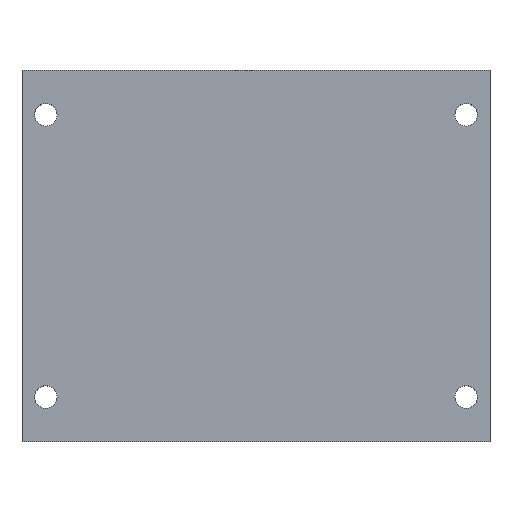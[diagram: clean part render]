
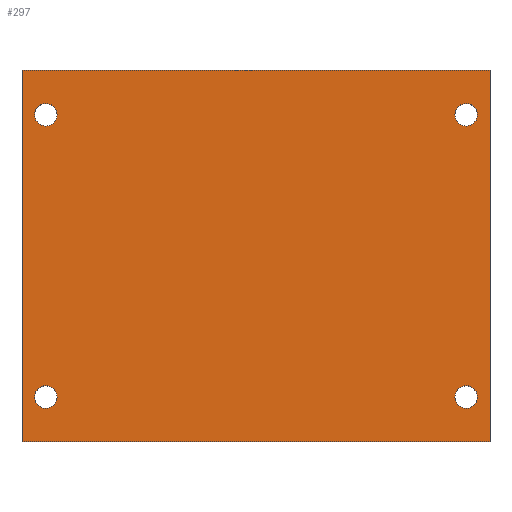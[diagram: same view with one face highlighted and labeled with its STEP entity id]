
A CAD part, top view. The second image highlights one B-rep face of the part: STEP entity #297.
In plain terms, the highlighted planar face has unit normal (0, 0, 1).
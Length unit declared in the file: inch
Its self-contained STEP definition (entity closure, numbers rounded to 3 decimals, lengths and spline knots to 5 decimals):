
#19 = VERTEX_POINT ( 'NONE', #664 ) ;
#33 = CARTESIAN_POINT ( 'NONE',  ( -1.575, 1.25, 1. ) ) ;
#34 = CARTESIAN_POINT ( 'NONE',  ( -1.415, 0.95, 1. ) ) ;
#38 = DIRECTION ( 'NONE',  ( 0., 0., -1. ) ) ;
#40 = DIRECTION ( 'NONE',  ( 1., 0., 0. ) ) ;
#43 = CARTESIAN_POINT ( 'NONE',  ( 1.415, -0.95, 1. ) ) ;
#52 = VERTEX_POINT ( 'NONE', #744 ) ;
#67 = LINE ( 'NONE', #625, #137 ) ;
#76 = DIRECTION ( 'NONE',  ( 1., 0., 0. ) ) ;
#80 = CARTESIAN_POINT ( 'NONE',  ( -1.575, -1.25, 1. ) ) ;
#83 = CIRCLE ( 'NONE', #223, 0.076 ) ;
#87 = ORIENTED_EDGE ( 'NONE', *, *, #718, .T. ) ;
#104 = ORIENTED_EDGE ( 'NONE', *, *, #147, .T. ) ;
#130 = VERTEX_POINT ( 'NONE', #604 ) ;
#132 = CARTESIAN_POINT ( 'NONE',  ( -1.575, -1.25, 1. ) ) ;
#136 = CARTESIAN_POINT ( 'NONE',  ( -1.415, 0.95, 1. ) ) ;
#137 = VECTOR ( 'NONE', #271, 39.37008 ) ;
#144 = DIRECTION ( 'NONE',  ( 0., 0., -1. ) ) ;
#147 = EDGE_CURVE ( 'NONE', #595, #864, #494, .T. ) ;
#152 = EDGE_CURVE ( 'NONE', #722, #832, #220, .T. ) ;
#153 = CARTESIAN_POINT ( 'NONE',  ( 1.415, -0.95, 1. ) ) ;
#161 = VERTEX_POINT ( 'NONE', #834 ) ;
#164 = CIRCLE ( 'NONE', #496, 0.076 ) ;
#170 = FACE_BOUND ( 'NONE', #696, .T. ) ;
#174 = DIRECTION ( 'NONE',  ( 0., 1., 0. ) ) ;
#181 = AXIS2_PLACEMENT_3D ( 'NONE', #34, #252, #729 ) ;
#184 = ORIENTED_EDGE ( 'NONE', *, *, #253, .T. ) ;
#190 = EDGE_CURVE ( 'NONE', #251, #130, #617, .T. ) ;
#196 = CIRCLE ( 'NONE', #181, 0.076 ) ;
#206 = DIRECTION ( 'NONE',  ( 0., 0., -1. ) ) ;
#207 = EDGE_LOOP ( 'NONE', ( #491, #612 ) ) ;
#211 = DIRECTION ( 'NONE',  ( -1., 0., 0. ) ) ;
#215 = DIRECTION ( 'NONE',  ( 0., 0., -1. ) ) ;
#220 = CIRCLE ( 'NONE', #329, 0.076 ) ;
#222 = CIRCLE ( 'NONE', #406, 0.076 ) ;
#223 = AXIS2_PLACEMENT_3D ( 'NONE', #153, #422, #352 ) ;
#230 = EDGE_CURVE ( 'NONE', #827, #161, #67, .T. ) ;
#238 = DIRECTION ( 'NONE',  ( 0., 0., -1. ) ) ;
#240 = FACE_BOUND ( 'NONE', #207, .T. ) ;
#249 = CARTESIAN_POINT ( 'NONE',  ( 1.575, 1.25, 1. ) ) ;
#251 = VERTEX_POINT ( 'NONE', #80 ) ;
#252 = DIRECTION ( 'NONE',  ( 0., 0., -1. ) ) ;
#253 = EDGE_CURVE ( 'NONE', #52, #819, #164, .T. ) ;
#271 = DIRECTION ( 'NONE',  ( -1., 0., 0. ) ) ;
#275 = EDGE_LOOP ( 'NONE', ( #295, #104 ) ) ;
#292 = CIRCLE ( 'NONE', #801, 0.076 ) ;
#295 = ORIENTED_EDGE ( 'NONE', *, *, #879, .T. ) ;
#297 = ADVANCED_FACE ( 'NONE', ( #170, #240, #581, #515, #365 ), #358, .T. ) ;
#300 = DIRECTION ( 'NONE',  ( 0., -1., 0. ) ) ;
#315 = LINE ( 'NONE', #249, #513 ) ;
#329 = AXIS2_PLACEMENT_3D ( 'NONE', #136, #215, #826 ) ;
#340 = CARTESIAN_POINT ( 'NONE',  ( 1.415, 0.95, 1. ) ) ;
#352 = DIRECTION ( 'NONE',  ( -1., 0., 0. ) ) ;
#358 = PLANE ( 'NONE',  #841 ) ;
#365 = FACE_OUTER_BOUND ( 'NONE', #437, .T. ) ;
#383 = CARTESIAN_POINT ( 'NONE',  ( -1.415, -0.95, 1. ) ) ;
#398 = ORIENTED_EDGE ( 'NONE', *, *, #825, .T. ) ;
#406 = AXIS2_PLACEMENT_3D ( 'NONE', #43, #38, #733 ) ;
#409 = ORIENTED_EDGE ( 'NONE', *, *, #190, .T. ) ;
#416 = CARTESIAN_POINT ( 'NONE',  ( 1.415, 0.95, 1. ) ) ;
#422 = DIRECTION ( 'NONE',  ( 0., 0., -1. ) ) ;
#427 = ORIENTED_EDGE ( 'NONE', *, *, #874, .T. ) ;
#432 = CARTESIAN_POINT ( 'NONE',  ( 1.575, 1.25, 1. ) ) ;
#437 = EDGE_LOOP ( 'NONE', ( #738, #409, #398, #544 ) ) ;
#438 = EDGE_CURVE ( 'NONE', #19, #838, #222, .T. ) ;
#447 = CARTESIAN_POINT ( 'NONE',  ( 1.491, 0.95, 1. ) ) ;
#471 = EDGE_CURVE ( 'NONE', #161, #251, #512, .T. ) ;
#484 = DIRECTION ( 'NONE',  ( -1., 0., 0. ) ) ;
#486 = DIRECTION ( 'NONE',  ( -1., 0., 0. ) ) ;
#491 = ORIENTED_EDGE ( 'NONE', *, *, #438, .T. ) ;
#494 = CIRCLE ( 'NONE', #613, 0.076 ) ;
#495 = CARTESIAN_POINT ( 'NONE',  ( 0., 0., 1. ) ) ;
#496 = AXIS2_PLACEMENT_3D ( 'NONE', #340, #206, #484 ) ;
#497 = AXIS2_PLACEMENT_3D ( 'NONE', #416, #144, #486 ) ;
#512 = LINE ( 'NONE', #33, #660 ) ;
#513 = VECTOR ( 'NONE', #174, 39.37008 ) ;
#515 = FACE_BOUND ( 'NONE', #787, .T. ) ;
#523 = CARTESIAN_POINT ( 'NONE',  ( 1.491, -0.95, 1. ) ) ;
#529 = DIRECTION ( 'NONE',  ( -1., 0., 0. ) ) ;
#537 = CARTESIAN_POINT ( 'NONE',  ( -1.339, -0.95, 1. ) ) ;
#544 = ORIENTED_EDGE ( 'NONE', *, *, #230, .T. ) ;
#561 = CARTESIAN_POINT ( 'NONE',  ( -1.339, 0.95, 1. ) ) ;
#581 = FACE_BOUND ( 'NONE', #275, .T. ) ;
#595 = VERTEX_POINT ( 'NONE', #537 ) ;
#604 = CARTESIAN_POINT ( 'NONE',  ( 1.575, -1.25, 1. ) ) ;
#612 = ORIENTED_EDGE ( 'NONE', *, *, #755, .T. ) ;
#613 = AXIS2_PLACEMENT_3D ( 'NONE', #383, #697, #211 ) ;
#617 = LINE ( 'NONE', #132, #684 ) ;
#625 = CARTESIAN_POINT ( 'NONE',  ( -1.575, 1.25, 1. ) ) ;
#660 = VECTOR ( 'NONE', #300, 39.37008 ) ;
#664 = CARTESIAN_POINT ( 'NONE',  ( 1.339, -0.95, 1. ) ) ;
#684 = VECTOR ( 'NONE', #76, 39.37008 ) ;
#696 = EDGE_LOOP ( 'NONE', ( #184, #87 ) ) ;
#697 = DIRECTION ( 'NONE',  ( 0., 0., -1. ) ) ;
#704 = ORIENTED_EDGE ( 'NONE', *, *, #152, .T. ) ;
#718 = EDGE_CURVE ( 'NONE', #819, #52, #859, .T. ) ;
#722 = VERTEX_POINT ( 'NONE', #561 ) ;
#729 = DIRECTION ( 'NONE',  ( -1., 0., 0. ) ) ;
#733 = DIRECTION ( 'NONE',  ( -1., 0., 0. ) ) ;
#734 = CARTESIAN_POINT ( 'NONE',  ( -1.415, -0.95, 1. ) ) ;
#738 = ORIENTED_EDGE ( 'NONE', *, *, #471, .T. ) ;
#744 = CARTESIAN_POINT ( 'NONE',  ( 1.339, 0.95, 1. ) ) ;
#755 = EDGE_CURVE ( 'NONE', #838, #19, #83, .T. ) ;
#787 = EDGE_LOOP ( 'NONE', ( #427, #704 ) ) ;
#790 = CARTESIAN_POINT ( 'NONE',  ( -1.491, -0.95, 1. ) ) ;
#801 = AXIS2_PLACEMENT_3D ( 'NONE', #734, #238, #529 ) ;
#819 = VERTEX_POINT ( 'NONE', #447 ) ;
#825 = EDGE_CURVE ( 'NONE', #130, #827, #315, .T. ) ;
#826 = DIRECTION ( 'NONE',  ( -1., 0., 0. ) ) ;
#827 = VERTEX_POINT ( 'NONE', #432 ) ;
#832 = VERTEX_POINT ( 'NONE', #866 ) ;
#834 = CARTESIAN_POINT ( 'NONE',  ( -1.575, 1.25, 1. ) ) ;
#837 = DIRECTION ( 'NONE',  ( 0., 0., 1. ) ) ;
#838 = VERTEX_POINT ( 'NONE', #523 ) ;
#841 = AXIS2_PLACEMENT_3D ( 'NONE', #495, #837, #40 ) ;
#859 = CIRCLE ( 'NONE', #497, 0.076 ) ;
#864 = VERTEX_POINT ( 'NONE', #790 ) ;
#866 = CARTESIAN_POINT ( 'NONE',  ( -1.491, 0.95, 1. ) ) ;
#874 = EDGE_CURVE ( 'NONE', #832, #722, #196, .T. ) ;
#879 = EDGE_CURVE ( 'NONE', #864, #595, #292, .T. ) ;
